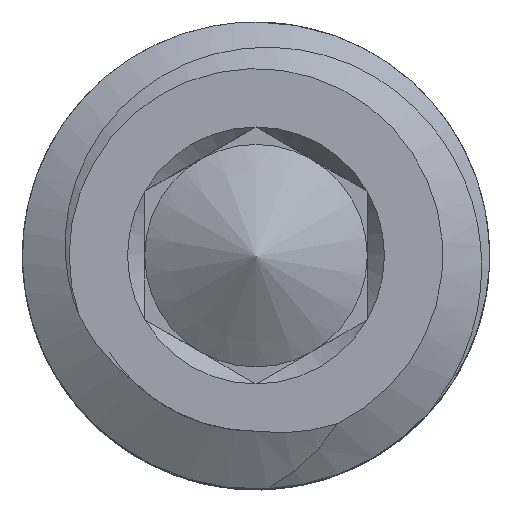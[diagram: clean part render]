
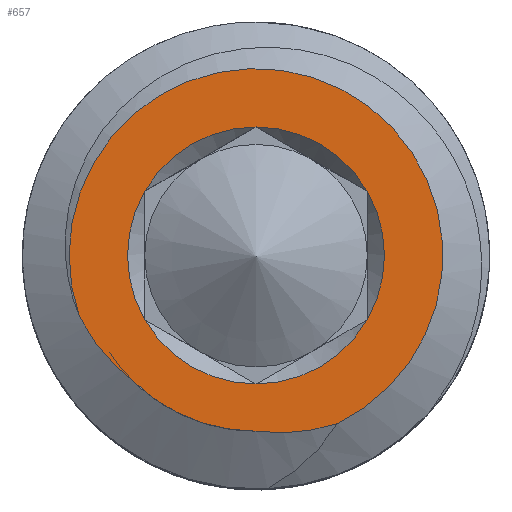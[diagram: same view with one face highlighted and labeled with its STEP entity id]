
A CAD part, top view. The second image highlights one B-rep face of the part: STEP entity #657.
In plain terms, the highlighted planar face has unit normal (0, 0, 1).
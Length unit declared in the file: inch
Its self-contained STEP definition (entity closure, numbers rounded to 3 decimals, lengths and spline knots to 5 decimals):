
#17=FACE_BOUND('',#130,.T.);
#23=PLANE('',#727);
#51=B_SPLINE_CURVE_WITH_KNOTS('',3,(#1839,#1840,#1841,#1842,#1843,#1844),
 .UNSPECIFIED.,.F.,.F.,(4,2,4),(-0.08387,-0.03681,
0.),.UNSPECIFIED.);
#88=FACE_OUTER_BOUND('',#129,.T.);
#129=EDGE_LOOP('',(#521,#522,#523,#524));
#130=EDGE_LOOP('',(#525,#526,#527,#528,#529,#530));
#146=CIRCLE('',#688,0.0617);
#158=CIRCLE('',#715,0.04511);
#160=CIRCLE('',#721,0.0656);
#161=CIRCLE('',#728,0.0645);
#162=CIRCLE('',#729,0.04511);
#163=CIRCLE('',#730,0.04511);
#164=CIRCLE('',#731,0.04511);
#165=CIRCLE('',#732,0.04511);
#166=CIRCLE('',#733,0.04511);
#261=VERTEX_POINT('',#909);
#262=VERTEX_POINT('',#927);
#303=VERTEX_POINT('',#1701);
#304=VERTEX_POINT('',#1702);
#308=VERTEX_POINT('',#1780);
#309=VERTEX_POINT('',#1781);
#315=VERTEX_POINT('',#1845);
#316=VERTEX_POINT('',#1846);
#317=VERTEX_POINT('',#1849);
#318=VERTEX_POINT('',#1851);
#322=EDGE_CURVE('',#261,#262,#146,.T.);
#377=EDGE_CURVE('',#303,#304,#158,.T.);
#384=EDGE_CURVE('',#308,#309,#160,.T.);
#397=EDGE_CURVE('',#308,#261,#161,.T.);
#398=EDGE_CURVE('',#262,#309,#51,.T.);
#399=EDGE_CURVE('',#315,#316,#162,.T.);
#400=EDGE_CURVE('',#304,#315,#163,.T.);
#401=EDGE_CURVE('',#317,#303,#164,.T.);
#402=EDGE_CURVE('',#318,#317,#165,.T.);
#403=EDGE_CURVE('',#316,#318,#166,.T.);
#521=ORIENTED_EDGE('',*,*,#397,.F.);
#522=ORIENTED_EDGE('',*,*,#384,.T.);
#523=ORIENTED_EDGE('',*,*,#398,.F.);
#524=ORIENTED_EDGE('',*,*,#322,.F.);
#525=ORIENTED_EDGE('',*,*,#399,.F.);
#526=ORIENTED_EDGE('',*,*,#400,.F.);
#527=ORIENTED_EDGE('',*,*,#377,.F.);
#528=ORIENTED_EDGE('',*,*,#401,.F.);
#529=ORIENTED_EDGE('',*,*,#402,.F.);
#530=ORIENTED_EDGE('',*,*,#403,.F.);
#657=ADVANCED_FACE('',(#88,#17),#23,.F.);
#688=AXIS2_PLACEMENT_3D('',#928,#752,#753);
#715=AXIS2_PLACEMENT_3D('',#1706,#821,#822);
#721=AXIS2_PLACEMENT_3D('',#1782,#834,#835);
#727=AXIS2_PLACEMENT_3D('',#1837,#856,#857);
#728=AXIS2_PLACEMENT_3D('',#1838,#858,#859);
#729=AXIS2_PLACEMENT_3D('',#1847,#860,#861);
#730=AXIS2_PLACEMENT_3D('',#1848,#862,#863);
#731=AXIS2_PLACEMENT_3D('',#1850,#864,#865);
#732=AXIS2_PLACEMENT_3D('',#1852,#866,#867);
#733=AXIS2_PLACEMENT_3D('',#1853,#868,#869);
#752=DIRECTION('center_axis',(0.,0.,
-1.));
#753=DIRECTION('ref_axis',(-0.707,-0.707,0.));
#821=DIRECTION('center_axis',(0.,0.,1.));
#822=DIRECTION('ref_axis',(1.,0.,0.));
#834=DIRECTION('center_axis',(0.,0.,1.));
#835=DIRECTION('ref_axis',(0.,-1.,0.));
#856=DIRECTION('center_axis',(0.,0.,-1.));
#857=DIRECTION('ref_axis',(0.,1.,0.));
#858=DIRECTION('center_axis',(0.,0.,
-1.));
#859=DIRECTION('ref_axis',(-0.131,-0.991,0.));
#860=DIRECTION('center_axis',(0.,0.,1.));
#861=DIRECTION('ref_axis',(1.,0.,0.));
#862=DIRECTION('center_axis',(0.,0.,1.));
#863=DIRECTION('ref_axis',(1.,0.,0.));
#864=DIRECTION('center_axis',(0.,0.,1.));
#865=DIRECTION('ref_axis',(1.,0.,0.));
#866=DIRECTION('center_axis',(0.,0.,1.));
#867=DIRECTION('ref_axis',(1.,0.,0.));
#868=DIRECTION('center_axis',(0.,0.,1.));
#869=DIRECTION('ref_axis',(1.,0.,0.));
#909=CARTESIAN_POINT('',(0.,-0.0617,0.1115));
#927=CARTESIAN_POINT('',(-0.04363,-0.04363,0.1115));
#928=CARTESIAN_POINT('Origin',(0.,0.,
0.1115));
#1701=CARTESIAN_POINT('',(0.03906,-0.02255,0.1115));
#1702=CARTESIAN_POINT('',(0.03906,0.02255,0.1115));
#1706=CARTESIAN_POINT('Origin',(0.,0.,0.1115));
#1780=CARTESIAN_POINT('',(0.02859,-0.05904,0.1115));
#1781=CARTESIAN_POINT('',(-0.06196,-0.02153,0.1115));
#1782=CARTESIAN_POINT('Origin',(0.,0.,0.1115));
#1837=CARTESIAN_POINT('Origin',(0.,0.,0.1115));
#1838=CARTESIAN_POINT('Origin',(0.00847,0.00224,
0.1115));
#1839=CARTESIAN_POINT('Ctrl Pts',(-0.04363,-0.04363,
0.1115));
#1840=CARTESIAN_POINT('Ctrl Pts',(-0.04628,-0.0416,
0.1115));
#1841=CARTESIAN_POINT('Ctrl Pts',(-0.0501,-0.03837,
0.1115));
#1842=CARTESIAN_POINT('Ctrl Pts',(-0.05713,-0.0299,
0.1115));
#1843=CARTESIAN_POINT('Ctrl Pts',(-0.05979,-0.02584,
0.1115));
#1844=CARTESIAN_POINT('Ctrl Pts',(-0.06196,-0.02153,
0.1115));
#1845=CARTESIAN_POINT('',(0.,0.04511,0.1115));
#1846=CARTESIAN_POINT('',(-0.03906,0.02255,0.1115));
#1847=CARTESIAN_POINT('Origin',(0.,0.,0.1115));
#1848=CARTESIAN_POINT('Origin',(0.,0.,0.1115));
#1849=CARTESIAN_POINT('',(0.,-0.04511,0.1115));
#1850=CARTESIAN_POINT('Origin',(0.,0.,0.1115));
#1851=CARTESIAN_POINT('',(-0.03906,-0.02255,0.1115));
#1852=CARTESIAN_POINT('Origin',(0.,0.,0.1115));
#1853=CARTESIAN_POINT('Origin',(0.,0.,0.1115));
